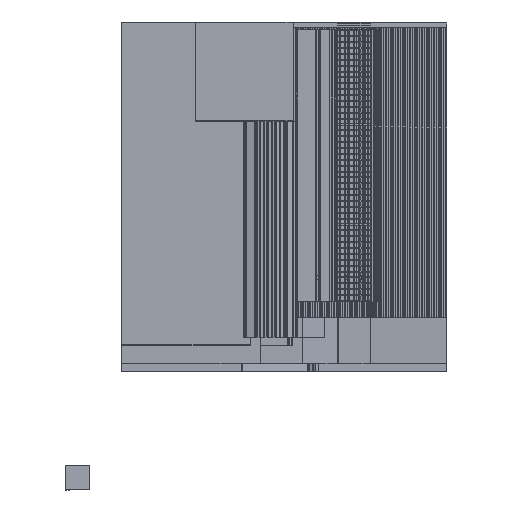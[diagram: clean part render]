
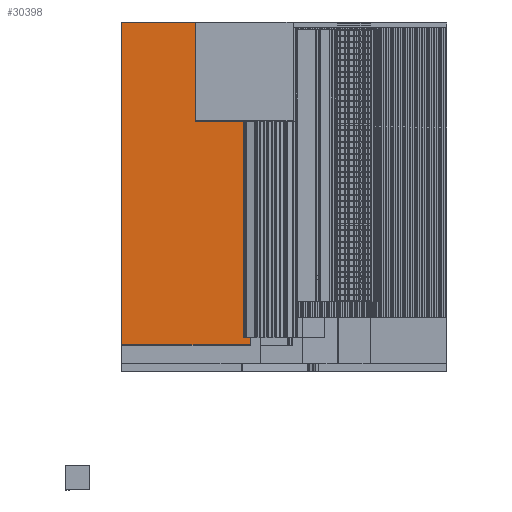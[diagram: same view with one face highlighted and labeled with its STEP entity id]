
A CAD part, top view. The second image highlights one B-rep face of the part: STEP entity #30398.
In plain terms, the highlighted planar face has unit normal (0, 0, 1).
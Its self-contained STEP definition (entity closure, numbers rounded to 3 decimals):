
#30398=ADVANCED_FACE('',(#56154),#56155,.T.);
#56154=FACE_OUTER_BOUND('',#85517,.T.);
#56155=PLANE('',#85518);
#85517=EDGE_LOOP('',(#134641,#134642,#134643,#134644));
#85518=AXIS2_PLACEMENT_3D('',#134645,#134646,#134647);
#134641=ORIENTED_EDGE('',*,*,#170064,.F.);
#134642=ORIENTED_EDGE('',*,*,#171125,.F.);
#134643=ORIENTED_EDGE('',*,*,#157522,.F.);
#134644=ORIENTED_EDGE('',*,*,#158640,.F.);
#134645=CARTESIAN_POINT('',(389.8,974.258,882.618));
#134646=DIRECTION('',(0.0,0.0,1.0));
#134647=DIRECTION('',(1.0,0.0,0.0));
#157522=EDGE_CURVE('',#184189,#184191,#184192,.T.);
#158640=EDGE_CURVE('',#185938,#184189,#185940,.T.);
#170064=EDGE_CURVE('',#201559,#185938,#201561,.T.);
#171125=EDGE_CURVE('',#184191,#201559,#202780,.T.);
#184189=VERTEX_POINT('',#218519);
#184191=VERTEX_POINT('',#218522);
#184192=LINE('',#218523,#218524);
#185938=VERTEX_POINT('',#220800);
#185940=LINE('',#220803,#220804);
#201559=VERTEX_POINT('',#240786);
#201561=LINE('',#240789,#240790);
#202780=LINE('',#242305,#242306);
#218519=CARTESIAN_POINT('',(389.8,304.258,882.618));
#218522=CARTESIAN_POINT('',(122.,304.258,882.618));
#218523=CARTESIAN_POINT('',(389.8,304.258,882.618));
#218524=VECTOR('',#254928,1.0);
#220800=CARTESIAN_POINT('',(389.8,974.258,882.618));
#220803=CARTESIAN_POINT('',(389.8,974.258,882.618));
#220804=VECTOR('',#256414,1.0);
#240786=CARTESIAN_POINT('',(122.,974.258,882.618));
#240789=CARTESIAN_POINT('',(122.,974.258,882.618));
#240790=VECTOR('',#270343,1.0);
#242305=CARTESIAN_POINT('',(122.,304.258,882.618));
#242306=VECTOR('',#271429,1.0);
#254928=DIRECTION('',(-1.0,0.0,0.0));
#256414=DIRECTION('',(0.0,-1.0,0.0));
#270343=DIRECTION('',(1.0,0.0,0.0));
#271429=DIRECTION('',(0.0,1.0,0.0));
